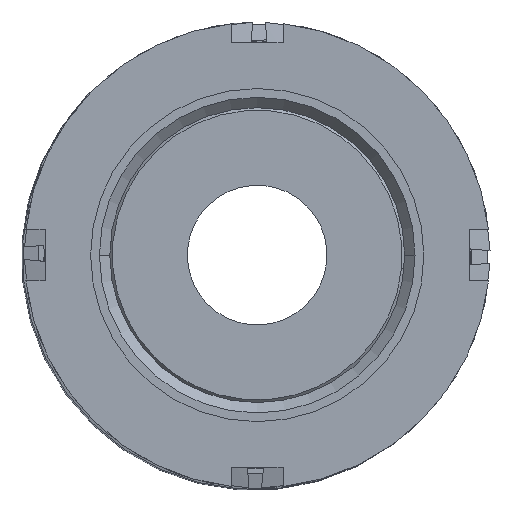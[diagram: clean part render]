
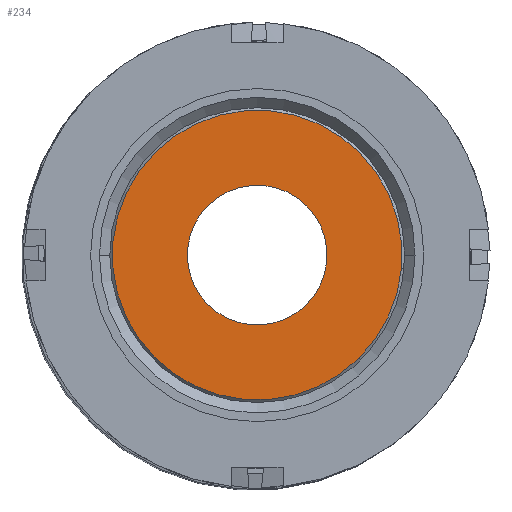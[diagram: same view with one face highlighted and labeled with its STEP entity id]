
A CAD part, front view. The second image highlights one B-rep face of the part: STEP entity #234.
In plain terms, the highlighted planar face has unit normal (0, -1, 0).
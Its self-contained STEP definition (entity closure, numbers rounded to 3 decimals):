
#22 = ORIENTED_EDGE ( 'NONE', *, *, #2946, .T. ) ;
#102 = DIRECTION ( 'NONE',  ( -1., 0., 0. ) ) ;
#234 = ADVANCED_FACE ( 'NONE', ( #425, #3916 ), #2784, .F. ) ;
#387 = EDGE_LOOP ( 'NONE', ( #900, #1460 ) ) ;
#425 = FACE_OUTER_BOUND ( 'NONE', #387, .T. ) ;
#433 = VERTEX_POINT ( 'NONE', #2509 ) ;
#674 = DIRECTION ( 'NONE',  ( -1., 0., 0. ) ) ;
#708 = CIRCLE ( 'NONE', #1712, 14. ) ;
#792 = ORIENTED_EDGE ( 'NONE', *, *, #3453, .T. ) ;
#900 = ORIENTED_EDGE ( 'NONE', *, *, #2045, .F. ) ;
#961 = VERTEX_POINT ( 'NONE', #2356 ) ;
#971 = DIRECTION ( 'NONE',  ( -1., 0., 0. ) ) ;
#1031 = CIRCLE ( 'NONE', #2400, 6.75 ) ;
#1460 = ORIENTED_EDGE ( 'NONE', *, *, #3998, .F. ) ;
#1712 = AXIS2_PLACEMENT_3D ( 'NONE', #2943, #2631, #674 ) ;
#1779 = CIRCLE ( 'NONE', #1827, 14. ) ;
#1827 = AXIS2_PLACEMENT_3D ( 'NONE', #2539, #3941, #971 ) ;
#1970 = VERTEX_POINT ( 'NONE', #3532 ) ;
#2043 = DIRECTION ( 'NONE',  ( -1., 0., 0. ) ) ;
#2045 = EDGE_CURVE ( 'NONE', #2867, #1970, #1779, .T. ) ;
#2105 = CARTESIAN_POINT ( 'NONE',  ( 6.75, 3.568, 0. ) ) ;
#2107 = EDGE_LOOP ( 'NONE', ( #22, #792 ) ) ;
#2356 = CARTESIAN_POINT ( 'NONE',  ( 6.75, 3.568, 0. ) ) ;
#2400 = AXIS2_PLACEMENT_3D ( 'NONE', #3096, #2448, #2785 ) ;
#2448 = DIRECTION ( 'NONE',  ( 0., 1., 0. ) ) ;
#2509 = CARTESIAN_POINT ( 'NONE',  ( -6.75, 3.568, 0. ) ) ;
#2539 = CARTESIAN_POINT ( 'NONE',  ( 0., 3.568, 0. ) ) ;
#2631 = DIRECTION ( 'NONE',  ( 0., 1., 0. ) ) ;
#2784 = PLANE ( 'NONE',  #3571 ) ;
#2785 = DIRECTION ( 'NONE',  ( -1., 0., 0. ) ) ;
#2867 = VERTEX_POINT ( 'NONE', #3355 ) ;
#2943 = CARTESIAN_POINT ( 'NONE',  ( 0., 3.568, 0. ) ) ;
#2946 = EDGE_CURVE ( 'NONE', #433, #961, #1031, .T. ) ;
#3096 = CARTESIAN_POINT ( 'NONE',  ( 0., 3.568, 0. ) ) ;
#3355 = CARTESIAN_POINT ( 'NONE',  ( -14., 3.568, 0. ) ) ;
#3453 = EDGE_CURVE ( 'NONE', #961, #433, #3497, .T. ) ;
#3497 = CIRCLE ( 'NONE', #3881, 6.75 ) ;
#3532 = CARTESIAN_POINT ( 'NONE',  ( 14., 3.568, 0. ) ) ;
#3571 = AXIS2_PLACEMENT_3D ( 'NONE', #2105, #4126, #102 ) ;
#3881 = AXIS2_PLACEMENT_3D ( 'NONE', #4035, #3995, #2043 ) ;
#3916 = FACE_BOUND ( 'NONE', #2107, .T. ) ;
#3941 = DIRECTION ( 'NONE',  ( 0., 1., 0. ) ) ;
#3995 = DIRECTION ( 'NONE',  ( 0., 1., 0. ) ) ;
#3998 = EDGE_CURVE ( 'NONE', #1970, #2867, #708, .T. ) ;
#4035 = CARTESIAN_POINT ( 'NONE',  ( 0., 3.568, 0. ) ) ;
#4126 = DIRECTION ( 'NONE',  ( 0., 1., 0. ) ) ;
